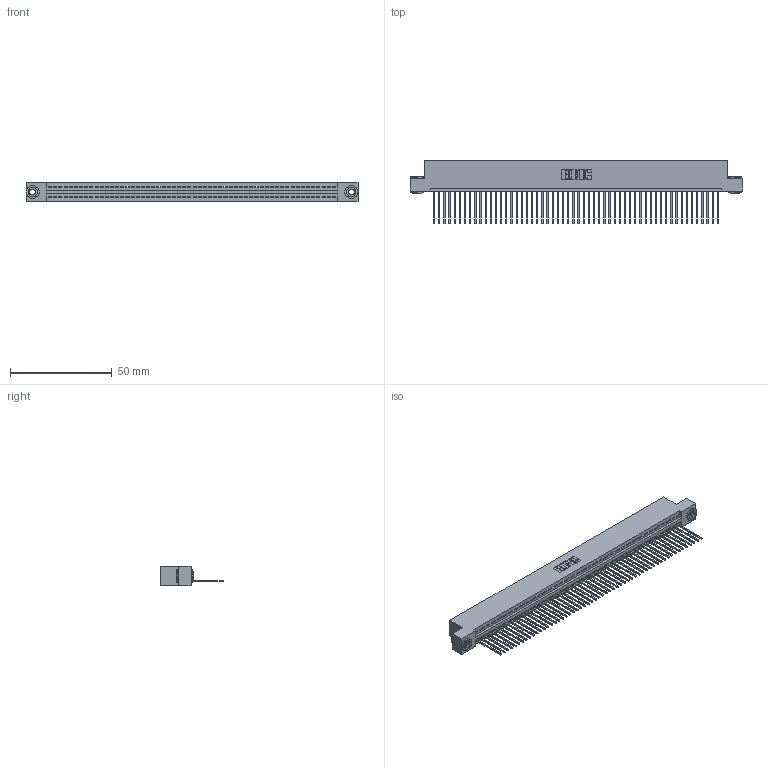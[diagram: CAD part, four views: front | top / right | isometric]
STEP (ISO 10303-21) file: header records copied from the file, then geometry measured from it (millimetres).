
FILE_DESCRIPTION (( 'STEP AP203' ), '1' );
FILE_NAME ('345-056-542-103.STEP', '2018-09-25T18:52:30', ( '' ), ( '' ), 'SwSTEP 2.0', 'SolidWorks 2016', '' );
FILE_SCHEMA (( 'CONFIG_CONTROL_DESIGN' ));
Length unit declared in the file: inch
Products named in the file (4): 345-292-001_345-293-142; 345-250-002_345-250-002-102; 345-056-542-103; 345 Part_Flush Mounting Lugs - 0.156 Dia-TH
Assembly tree (59 placements, depth 2):
  345-056-542-103
    345 Part_Flush Mounting Lugs - 0.156 Dia-TH
    345-292-001_345-293-142  x56
    345-250-002_345-250-002-102  x2
Bounding box: 163.45 x 31.29 x 9.4 mm (x, y, z)
Volume: 15783.2 mm3; surface area: 22167.2 mm2
Topology: 59 solids, 59 shells, 3412 faces, 10273 edges, 6770 vertices
Faces by surface type: plane 2330, cylinder 1074, cone 8
Entity records: 40930 total; most frequent: CARTESIAN_POINT 7067, ORIENTED_EDGE 7050, DIRECTION 6183, EDGE_CURVE 3525, VECTOR 3145, LINE 3145, VERTEX_POINT 2346, AXIS2_PLACEMENT_3D 1519
